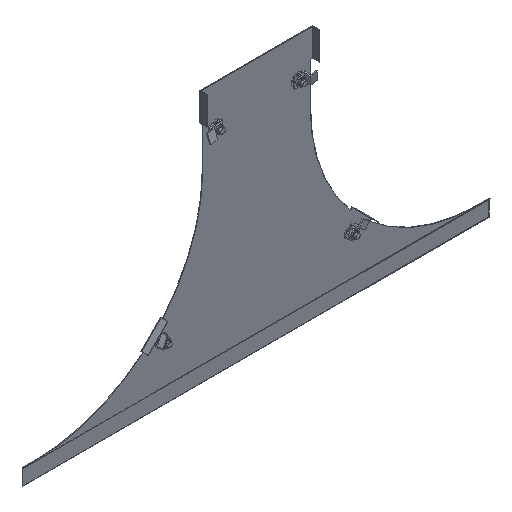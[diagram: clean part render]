
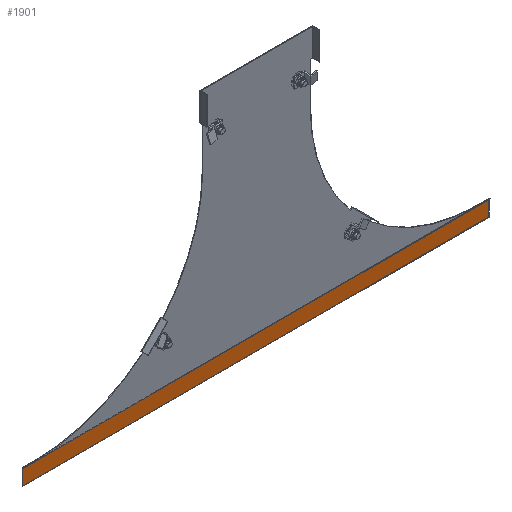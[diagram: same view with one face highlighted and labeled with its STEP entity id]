
A CAD part, isometric view. The second image highlights one B-rep face of the part: STEP entity #1901.
In plain terms, the highlighted planar face has unit normal (0, -1, 0).
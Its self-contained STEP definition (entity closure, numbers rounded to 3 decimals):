
#54 = ORIENTED_EDGE ( 'NONE', *, *, #4646, .F. ) ;
#77 = CARTESIAN_POINT ( 'NONE',  ( -420., 0.5, -430.914 ) ) ;
#119 = LINE ( 'NONE', #256, #3080 ) ;
#256 = CARTESIAN_POINT ( 'NONE',  ( -420., 0.5, -124.728 ) ) ;
#392 = LINE ( 'NONE', #438, #1593 ) ;
#417 = CARTESIAN_POINT ( 'NONE',  ( 400., 0.5, -124.728 ) ) ;
#438 = CARTESIAN_POINT ( 'NONE',  ( 400., 0.5, -430.5 ) ) ;
#461 = EDGE_CURVE ( 'NONE', #3554, #4592, #3104, .T. ) ;
#475 = DIRECTION ( 'NONE',  ( -1., 0., 0. ) ) ;
#632 = CARTESIAN_POINT ( 'NONE',  ( 420., 0.5, -457.728 ) ) ;
#636 = AXIS2_PLACEMENT_3D ( 'NONE', #417, #2204, #1911 ) ;
#751 = DIRECTION ( 'NONE',  ( 0., 0., 1. ) ) ;
#770 = CARTESIAN_POINT ( 'NONE',  ( 420., 0.5, -430.914 ) ) ;
#894 = FACE_OUTER_BOUND ( 'NONE', #3476, .T. ) ;
#918 = CARTESIAN_POINT ( 'NONE',  ( -420., 0.5, -458. ) ) ;
#1017 = VECTOR ( 'NONE', #5059, 1000. ) ;
#1128 = VECTOR ( 'NONE', #751, 1000. ) ;
#1223 = CARTESIAN_POINT ( 'NONE',  ( -420., 0.5, -457.728 ) ) ;
#1286 = VERTEX_POINT ( 'NONE', #3269 ) ;
#1291 = CARTESIAN_POINT ( 'NONE',  ( 420., 0.5, -458. ) ) ;
#1585 = VECTOR ( 'NONE', #475, 1000. ) ;
#1593 = VECTOR ( 'NONE', #3353, 1000. ) ;
#1676 = CARTESIAN_POINT ( 'NONE',  ( 420., 0.5, -430.5 ) ) ;
#1901 = ADVANCED_FACE ( 'NONE', ( #894 ), #2580, .T. ) ;
#1911 = DIRECTION ( 'NONE',  ( 0., 0., -1. ) ) ;
#1945 = LINE ( 'NONE', #632, #1017 ) ;
#2053 = EDGE_CURVE ( 'NONE', #3619, #5094, #392, .T. ) ;
#2190 = LINE ( 'NONE', #770, #1128 ) ;
#2204 = DIRECTION ( 'NONE',  ( 0., -1., 0. ) ) ;
#2240 = ORIENTED_EDGE ( 'NONE', *, *, #3482, .F. ) ;
#2347 = LINE ( 'NONE', #3319, #1585 ) ;
#2534 = DIRECTION ( 'NONE',  ( 0., 0., 1. ) ) ;
#2580 = PLANE ( 'NONE',  #636 ) ;
#3080 = VECTOR ( 'NONE', #2534, 1000. ) ;
#3104 = LINE ( 'NONE', #1223, #3364 ) ;
#3269 = CARTESIAN_POINT ( 'NONE',  ( 420., 0.5, -430.914 ) ) ;
#3319 = CARTESIAN_POINT ( 'NONE',  ( 420., 0.5, -458. ) ) ;
#3353 = DIRECTION ( 'NONE',  ( -1., 0., 0. ) ) ;
#3364 = VECTOR ( 'NONE', #4497, 1000. ) ;
#3370 = ORIENTED_EDGE ( 'NONE', *, *, #461, .F. ) ;
#3476 = EDGE_LOOP ( 'NONE', ( #3499, #4144, #3584, #54, #3370, #2240 ) ) ;
#3482 = EDGE_CURVE ( 'NONE', #4606, #3554, #2347, .T. ) ;
#3499 = ORIENTED_EDGE ( 'NONE', *, *, #4463, .F. ) ;
#3554 = VERTEX_POINT ( 'NONE', #918 ) ;
#3584 = ORIENTED_EDGE ( 'NONE', *, *, #2053, .T. ) ;
#3619 = VERTEX_POINT ( 'NONE', #1676 ) ;
#3660 = CARTESIAN_POINT ( 'NONE',  ( -420., 0.5, -430.5 ) ) ;
#4144 = ORIENTED_EDGE ( 'NONE', *, *, #5109, .T. ) ;
#4463 = EDGE_CURVE ( 'NONE', #1286, #4606, #1945, .T. ) ;
#4497 = DIRECTION ( 'NONE',  ( 0., 0., 1. ) ) ;
#4592 = VERTEX_POINT ( 'NONE', #77 ) ;
#4606 = VERTEX_POINT ( 'NONE', #1291 ) ;
#4646 = EDGE_CURVE ( 'NONE', #4592, #5094, #119, .T. ) ;
#5059 = DIRECTION ( 'NONE',  ( 0., 0., -1. ) ) ;
#5094 = VERTEX_POINT ( 'NONE', #3660 ) ;
#5109 = EDGE_CURVE ( 'NONE', #1286, #3619, #2190, .T. ) ;
